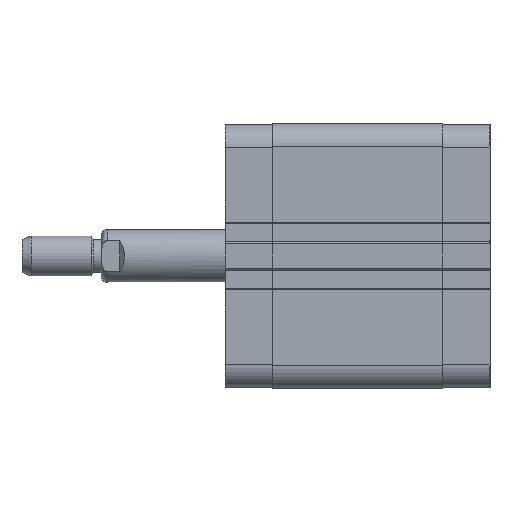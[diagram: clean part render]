
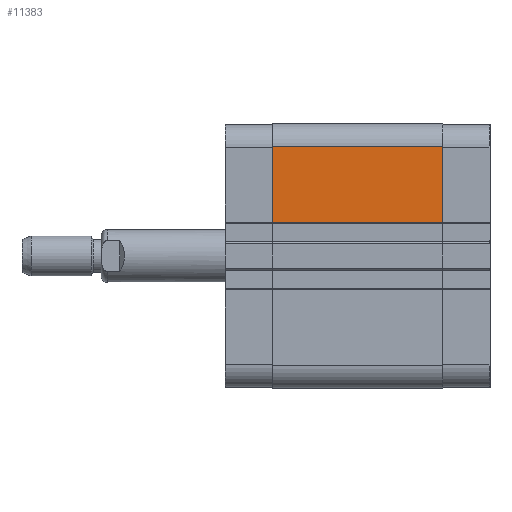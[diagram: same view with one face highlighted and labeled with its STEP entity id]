
A CAD part, left-side view. The second image highlights one B-rep face of the part: STEP entity #11383.
In plain terms, the highlighted planar face has unit normal (-1, 0, 0).
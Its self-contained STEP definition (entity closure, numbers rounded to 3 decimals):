
#7659=CARTESIAN_POINT('',(-40.,25.75,10.25));
#7660=VERTEX_POINT('',#7659);
#7668=CARTESIAN_POINT('',(-40.,25.75,33.));
#7669=VERTEX_POINT('',#7668);
#7670=CARTESIAN_POINT('',(-40.,25.75,33.));
#7671=DIRECTION('',(0.,0.0,-1.0));
#7672=VECTOR('',#7671,22.75);
#7673=LINE('',#7670,#7672);
#7674=EDGE_CURVE('',#7669,#7660,#7673,.T.);
#10188=CARTESIAN_POINT('',(-40.,-25.75,33.));
#10189=VERTEX_POINT('',#10188);
#10197=CARTESIAN_POINT('',(-40.,-25.75,10.25));
#10198=VERTEX_POINT('',#10197);
#10199=CARTESIAN_POINT('',(-40.,-25.75,10.25));
#10200=DIRECTION('',(0.,0.0,1.0));
#10201=VECTOR('',#10200,22.75);
#10202=LINE('',#10199,#10201);
#10203=EDGE_CURVE('',#10198,#10189,#10202,.T.);
#11356=CARTESIAN_POINT('',(-40.,-25.75,33.));
#11357=DIRECTION('',(0.0,1.0,0.0));
#11358=VECTOR('',#11357,51.5);
#11359=LINE('',#11356,#11358);
#11360=EDGE_CURVE('',#10189,#7669,#11359,.T.);
#11367=CARTESIAN_POINT('',(-40.,0.0,33.));
#11368=DIRECTION('',(-1.0,0.0,0.));
#11369=DIRECTION('',(0.,0.0,1.0));
#11370=AXIS2_PLACEMENT_3D('',#11367,#11368,#11369);
#11371=PLANE('',#11370);
#11372=ORIENTED_EDGE('',*,*,#7674,.T.);
#11373=CARTESIAN_POINT('',(-40.,-25.75,10.25));
#11374=DIRECTION('',(0.0,1.0,0.0));
#11375=VECTOR('',#11374,51.5);
#11376=LINE('',#11373,#11375);
#11377=EDGE_CURVE('',#10198,#7660,#11376,.T.);
#11378=ORIENTED_EDGE('',*,*,#11377,.F.);
#11379=ORIENTED_EDGE('',*,*,#10203,.T.);
#11380=ORIENTED_EDGE('',*,*,#11360,.T.);
#11381=EDGE_LOOP('',(#11372,#11378,#11379,#11380));
#11382=FACE_OUTER_BOUND('',#11381,.T.);
#11383=ADVANCED_FACE('',(#11382),#11371,.T.);
